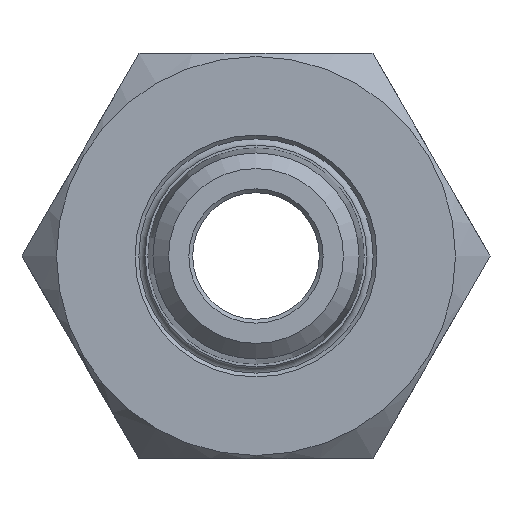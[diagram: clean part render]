
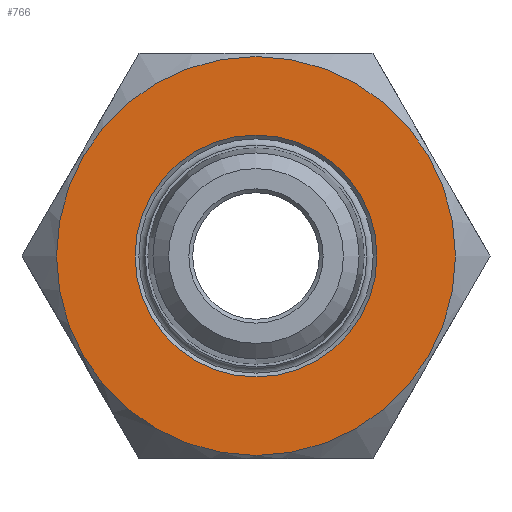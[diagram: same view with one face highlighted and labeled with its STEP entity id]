
A CAD part, left-side view. The second image highlights one B-rep face of the part: STEP entity #766.
In plain terms, the highlighted planar face has unit normal (-1, 0, 0).
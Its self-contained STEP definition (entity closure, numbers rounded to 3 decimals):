
#46=FACE_BOUND('',#136,.T.);
#61=PLANE('',#898);
#86=FACE_OUTER_BOUND('',#135,.T.);
#135=EDGE_LOOP('',(#565));
#136=EDGE_LOOP('',(#566));
#274=CIRCLE('',#879,15.75);
#281=CIRCLE('',#893,9.55);
#342=VERTEX_POINT('',#1306);
#348=VERTEX_POINT('',#1332);
#417=EDGE_CURVE('',#342,#342,#274,.T.);
#429=EDGE_CURVE('',#348,#348,#281,.T.);
#565=ORIENTED_EDGE('',*,*,#417,.T.);
#566=ORIENTED_EDGE('',*,*,#429,.F.);
#766=ADVANCED_FACE('',(#86,#46),#61,.T.);
#879=AXIS2_PLACEMENT_3D('',#1308,#999,#1000);
#893=AXIS2_PLACEMENT_3D('',#1333,#1032,#1033);
#898=AXIS2_PLACEMENT_3D('',#1343,#1044,#1045);
#999=DIRECTION('center_axis',(-1.,0.,0.));
#1000=DIRECTION('ref_axis',(0.,1.,0.));
#1032=DIRECTION('center_axis',(-1.,0.,0.));
#1033=DIRECTION('ref_axis',(0.,0.,-1.));
#1044=DIRECTION('center_axis',(-1.,0.,0.));
#1045=DIRECTION('ref_axis',(0.,0.,1.));
#1306=CARTESIAN_POINT('',(-13.5,-15.75,0.));
#1308=CARTESIAN_POINT('Origin',(-13.5,0.,0.));
#1332=CARTESIAN_POINT('',(-13.5,0.,9.55));
#1333=CARTESIAN_POINT('Origin',(-13.5,0.,0.));
#1343=CARTESIAN_POINT('Origin',(-13.5,0.,0.));
